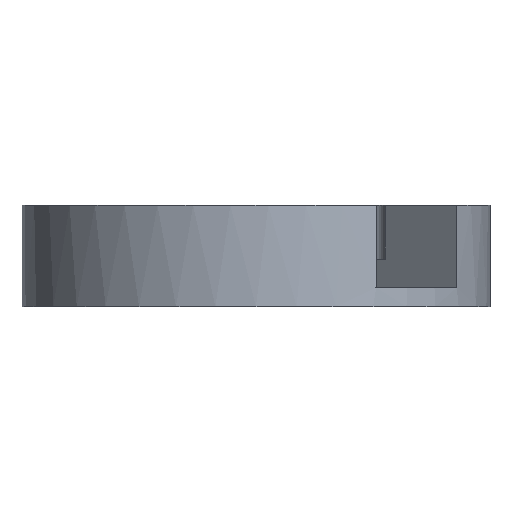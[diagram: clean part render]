
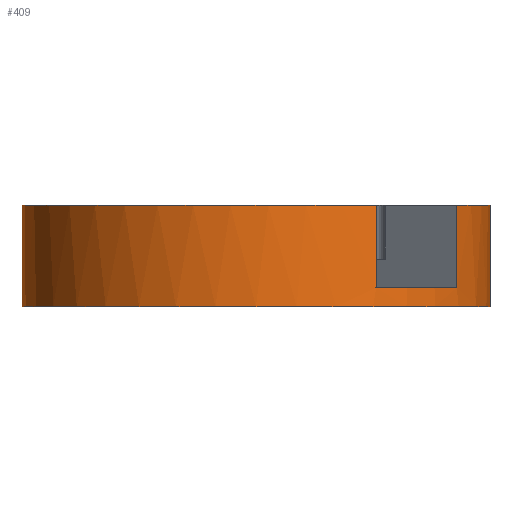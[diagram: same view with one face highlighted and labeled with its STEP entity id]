
A CAD part, front view. The second image highlights one B-rep face of the part: STEP entity #409.
In plain terms, the highlighted cylindrical face has radius 18.5 mm (diameter 37 mm), a partial arc.
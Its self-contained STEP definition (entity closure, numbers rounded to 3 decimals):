
#5 = CARTESIAN_POINT ( 'NONE',  ( -18.5, 0., 8. ) ) ;
#6 = EDGE_CURVE ( 'NONE', #694, #962, #966, .T. ) ;
#7 = CARTESIAN_POINT ( 'NONE',  ( 9.507, -15.871, 1.5 ) ) ;
#34 = VERTEX_POINT ( 'NONE', #591 ) ;
#69 = CARTESIAN_POINT ( 'NONE',  ( 18.5, 0., 0. ) ) ;
#106 = CARTESIAN_POINT ( 'NONE',  ( 0., 0., 8. ) ) ;
#114 = AXIS2_PLACEMENT_3D ( 'NONE', #106, #763, #199 ) ;
#164 = CIRCLE ( 'NONE', #871, 18.5 ) ;
#190 = DIRECTION ( 'NONE',  ( 0., 0., 1. ) ) ;
#194 = CARTESIAN_POINT ( 'NONE',  ( 18.5, 0., 8. ) ) ;
#199 = DIRECTION ( 'NONE',  ( 1., 0., 0. ) ) ;
#251 = EDGE_CURVE ( 'NONE', #360, #818, #1001, .T. ) ;
#262 = FACE_OUTER_BOUND ( 'NONE', #865, .T. ) ;
#268 = ORIENTED_EDGE ( 'NONE', *, *, #813, .T. ) ;
#280 = CARTESIAN_POINT ( 'NONE',  ( 0., 0., 1.5 ) ) ;
#338 = ORIENTED_EDGE ( 'NONE', *, *, #786, .F. ) ;
#360 = VERTEX_POINT ( 'NONE', #381 ) ;
#361 = EDGE_CURVE ( 'NONE', #990, #1110, #164, .T. ) ;
#362 = DIRECTION ( 'NONE',  ( -1., 0., 0. ) ) ;
#380 = CARTESIAN_POINT ( 'NONE',  ( -18.5, 0., 0. ) ) ;
#381 = CARTESIAN_POINT ( 'NONE',  ( 15.871, -9.507, 1.5 ) ) ;
#385 = DIRECTION ( 'NONE',  ( 0., 0., 1. ) ) ;
#400 = VECTOR ( 'NONE', #928, 1000. ) ;
#409 = ADVANCED_FACE ( 'NONE', ( #262 ), #733, .T. ) ;
#423 = CARTESIAN_POINT ( 'NONE',  ( 18.5, 0., 8. ) ) ;
#440 = EDGE_CURVE ( 'NONE', #500, #962, #951, .T. ) ;
#457 = LINE ( 'NONE', #1010, #654 ) ;
#500 = VERTEX_POINT ( 'NONE', #194 ) ;
#528 = ORIENTED_EDGE ( 'NONE', *, *, #251, .T. ) ;
#591 = CARTESIAN_POINT ( 'NONE',  ( 15.871, -9.507, 8. ) ) ;
#618 = CARTESIAN_POINT ( 'NONE',  ( 9.507, -15.871, 8. ) ) ;
#622 = EDGE_CURVE ( 'NONE', #34, #500, #825, .T. ) ;
#623 = DIRECTION ( 'NONE',  ( 0., 0., -1. ) ) ;
#644 = CARTESIAN_POINT ( 'NONE',  ( -18.5, 0., 8. ) ) ;
#647 = DIRECTION ( 'NONE',  ( 0., 0., -1. ) ) ;
#654 = VECTOR ( 'NONE', #647, 1000. ) ;
#660 = ORIENTED_EDGE ( 'NONE', *, *, #361, .F. ) ;
#683 = VECTOR ( 'NONE', #850, 1000. ) ;
#694 = VERTEX_POINT ( 'NONE', #380 ) ;
#700 = VECTOR ( 'NONE', #623, 1000. ) ;
#733 = CYLINDRICAL_SURFACE ( 'NONE', #866, 18.5 ) ;
#743 = DIRECTION ( 'NONE',  ( 0., 0., -1. ) ) ;
#746 = DIRECTION ( 'NONE',  ( -1., 0., 0. ) ) ;
#750 = AXIS2_PLACEMENT_3D ( 'NONE', #280, #932, #362 ) ;
#759 = CARTESIAN_POINT ( 'NONE',  ( 0., 0., 0. ) ) ;
#763 = DIRECTION ( 'NONE',  ( 0., 0., 1. ) ) ;
#786 = EDGE_CURVE ( 'NONE', #1110, #818, #1152, .T. ) ;
#813 = EDGE_CURVE ( 'NONE', #34, #360, #457, .T. ) ;
#818 = VERTEX_POINT ( 'NONE', #7 ) ;
#825 = CIRCLE ( 'NONE', #114, 18.5 ) ;
#843 = DIRECTION ( 'NONE',  ( 1., 0., 0. ) ) ;
#850 = DIRECTION ( 'NONE',  ( 0., 0., -1. ) ) ;
#865 = EDGE_LOOP ( 'NONE', ( #1060, #1136, #268, #528, #338, #660, #1045, #868 ) ) ;
#866 = AXIS2_PLACEMENT_3D ( 'NONE', #923, #743, #746 ) ;
#868 = ORIENTED_EDGE ( 'NONE', *, *, #6, .T. ) ;
#871 = AXIS2_PLACEMENT_3D ( 'NONE', #960, #385, #1040 ) ;
#907 = LINE ( 'NONE', #644, #400 ) ;
#923 = CARTESIAN_POINT ( 'NONE',  ( 0., 0., 8. ) ) ;
#928 = DIRECTION ( 'NONE',  ( 0., 0., -1. ) ) ;
#932 = DIRECTION ( 'NONE',  ( 0., 0., -1. ) ) ;
#951 = LINE ( 'NONE', #423, #700 ) ;
#952 = AXIS2_PLACEMENT_3D ( 'NONE', #759, #190, #843 ) ;
#960 = CARTESIAN_POINT ( 'NONE',  ( 0., 0., 8. ) ) ;
#962 = VERTEX_POINT ( 'NONE', #69 ) ;
#966 = CIRCLE ( 'NONE', #952, 18.5 ) ;
#990 = VERTEX_POINT ( 'NONE', #5 ) ;
#999 = EDGE_CURVE ( 'NONE', #990, #694, #907, .T. ) ;
#1001 = CIRCLE ( 'NONE', #750, 18.5 ) ;
#1010 = CARTESIAN_POINT ( 'NONE',  ( 15.871, -9.507, 8. ) ) ;
#1032 = CARTESIAN_POINT ( 'NONE',  ( 9.507, -15.871, 8. ) ) ;
#1040 = DIRECTION ( 'NONE',  ( 1., 0., 0. ) ) ;
#1045 = ORIENTED_EDGE ( 'NONE', *, *, #999, .T. ) ;
#1060 = ORIENTED_EDGE ( 'NONE', *, *, #440, .F. ) ;
#1110 = VERTEX_POINT ( 'NONE', #618 ) ;
#1136 = ORIENTED_EDGE ( 'NONE', *, *, #622, .F. ) ;
#1152 = LINE ( 'NONE', #1032, #683 ) ;
